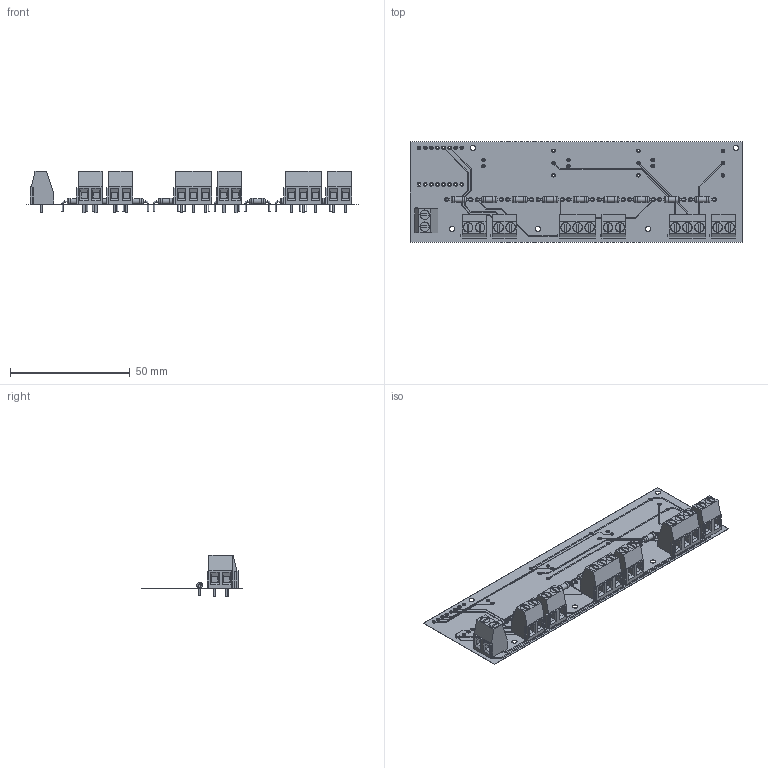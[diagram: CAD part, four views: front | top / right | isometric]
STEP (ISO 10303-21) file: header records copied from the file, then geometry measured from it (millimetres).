
FILE_DESCRIPTION(('KiCad electronic assembly'),'2;1');
FILE_NAME('watering.step','2025-03-01T08:05:00',('Pcbnew'),('Kicad'), 'Open CASCADE STEP processor 7.9','KiCad to STEP converter','Unknown' );
FILE_SCHEMA(('AUTOMOTIVE_DESIGN { 1 0 10303 214 1 1 1 1 }'));
Length unit declared in the file: millimetre
Products named in the file (7): watering 1; TerminalBlock_Phoenix_MKDS-1,5-2_1x02_P5.00mm_Horizontal; TerminalBlock_Phoenix_MKDS-1,5-3_1x03_P5.00mm_Horizontal; R_Axial_DIN0207_L6.3mm_D2.5mm_P10.16mm_Horizontal; watering_copper; watering_pad; watering_PCB
Assembly tree (19 placements, depth 2):
  watering 1
    TerminalBlock_Phoenix_MKDS-1,5-2_1x02_P5.00mm_Horizontal  x5
    TerminalBlock_Phoenix_MKDS-1,5-3_1x03_P5.00mm_Horizontal  x2
    R_Axial_DIN0207_L6.3mm_D2.5mm_P10.16mm_Horizontal  x9
    watering_copper
    watering_pad
    watering_PCB
Bounding box: 138.43 x 41.91 x 17.3 mm (x, y, z)
Volume: 8875.4 mm3; surface area: 24518.3 mm2
Topology: 245 solids, 245 shells, 2224 faces, 4752 edges, 3086 vertices
Faces by surface type: plane 1506, cylinder 618, bspline 64, torus 36
Full cylindrical faces by diameter (mm): 0.6 x36, 0.75 x54, 0.8 x36, 0.85 x93, 0.9 x62, 1.25 x48, 1.3 x32, 1.5 x60, 1.6 x36, 2.2 x5, 2.25 x9, 2.5 x18, 2.6 x18, 3.8 x16, 4 x16
Entity records: 46665 total; most frequent: DIRECTION 7681, CARTESIAN_POINT 7220, ORIENTED_EDGE 6642, EDGE_CURVE 3321, AXIS2_PLACEMENT_3D 2773, VERTEX_POINT 2192, FACE_BOUND 2161, EDGE_LOOP 2161
